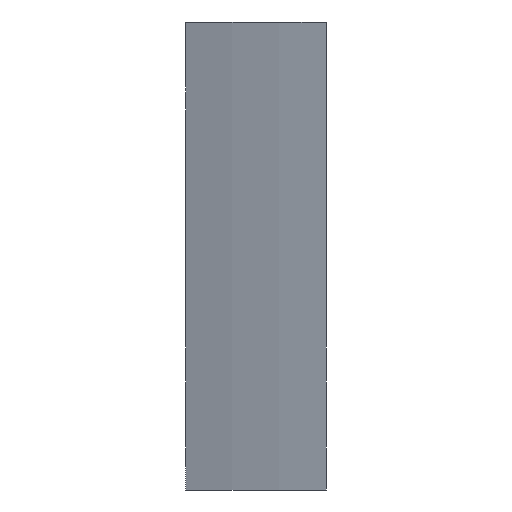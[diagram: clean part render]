
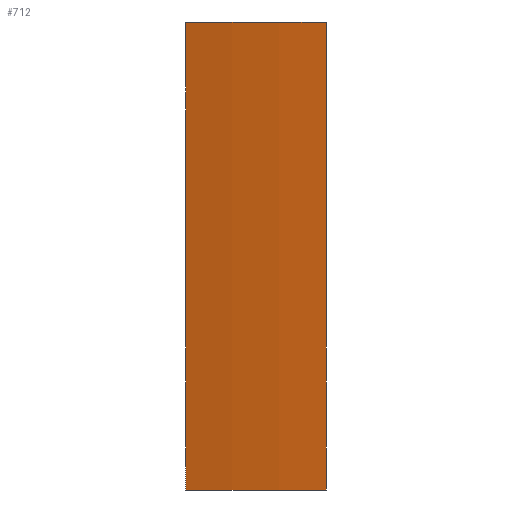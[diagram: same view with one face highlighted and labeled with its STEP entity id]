
A CAD part, left-side view. The second image highlights one B-rep face of the part: STEP entity #712.
In plain terms, the highlighted cylindrical face has radius 51 mm (diameter 102 mm), a partial arc.
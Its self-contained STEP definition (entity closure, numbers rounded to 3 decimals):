
#58=FACE_OUTER_BOUND('',#94,.T.);
#94=EDGE_LOOP('',(#509,#510,#511,#512));
#143=LINE('',#1030,#229);
#144=LINE('',#1033,#230);
#229=VECTOR('',#839,10.);
#230=VECTOR('',#842,10.);
#317=CIRCLE('',#769,51.);
#318=CIRCLE('',#770,51.);
#335=VERTEX_POINT('',#1026);
#336=VERTEX_POINT('',#1027);
#337=VERTEX_POINT('',#1029);
#338=VERTEX_POINT('',#1031);
#405=EDGE_CURVE('',#335,#336,#317,.T.);
#406=EDGE_CURVE('',#337,#336,#143,.T.);
#407=EDGE_CURVE('',#338,#337,#318,.T.);
#408=EDGE_CURVE('',#338,#335,#144,.T.);
#509=ORIENTED_EDGE('',*,*,#405,.T.);
#510=ORIENTED_EDGE('',*,*,#406,.F.);
#511=ORIENTED_EDGE('',*,*,#407,.F.);
#512=ORIENTED_EDGE('',*,*,#408,.T.);
#704=CYLINDRICAL_SURFACE('',#768,51.);
#712=ADVANCED_FACE('',(#58),#704,.T.);
#768=AXIS2_PLACEMENT_3D('',#1025,#835,#836);
#769=AXIS2_PLACEMENT_3D('',#1028,#837,#838);
#770=AXIS2_PLACEMENT_3D('',#1032,#840,#841);
#835=DIRECTION('center_axis',(0.,0.,-1.));
#836=DIRECTION('ref_axis',(-0.936,0.353,0.));
#837=DIRECTION('center_axis',(0.,0.,1.));
#838=DIRECTION('ref_axis',(-0.936,0.353,0.));
#839=DIRECTION('',(0.,0.,-1.));
#840=DIRECTION('center_axis',(0.,0.,1.));
#841=DIRECTION('ref_axis',(-0.936,0.353,0.));
#842=DIRECTION('',(0.,0.,-1.));
#1025=CARTESIAN_POINT('Origin',(0.,0.,135.4));
#1026=CARTESIAN_POINT('',(-47.718,18.,115.4));
#1027=CARTESIAN_POINT('',(-49.568,12.,115.4));
#1028=CARTESIAN_POINT('Origin',(0.,0.,115.4));
#1029=CARTESIAN_POINT('',(-49.568,12.,135.4));
#1030=CARTESIAN_POINT('',(-49.568,12.,135.4));
#1031=CARTESIAN_POINT('',(-47.718,18.,135.4));
#1032=CARTESIAN_POINT('Origin',(0.,0.,135.4));
#1033=CARTESIAN_POINT('',(-47.718,18.,135.4));
